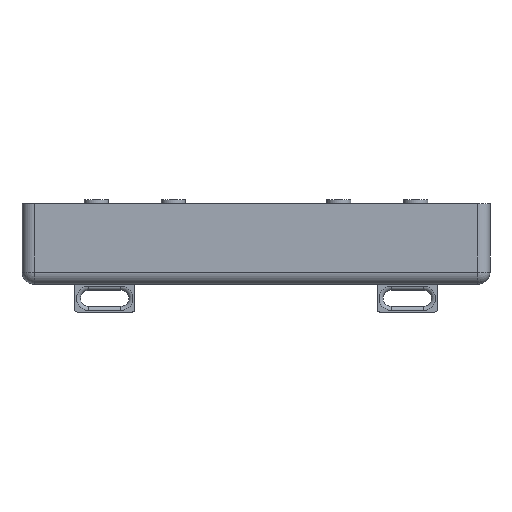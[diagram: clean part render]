
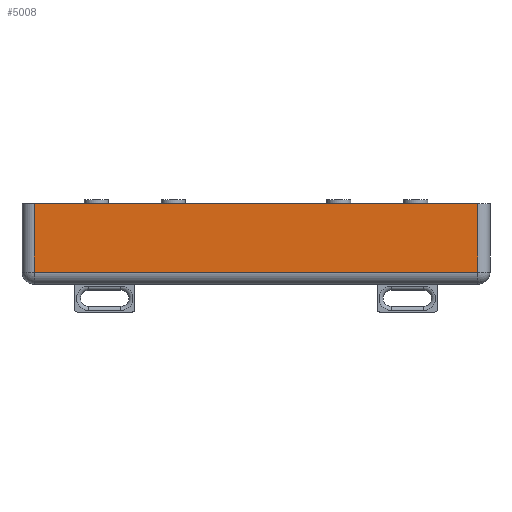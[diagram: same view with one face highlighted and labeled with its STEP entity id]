
A CAD part, front view. The second image highlights one B-rep face of the part: STEP entity #5008.
In plain terms, the highlighted planar face has unit normal (0, -1, 0).
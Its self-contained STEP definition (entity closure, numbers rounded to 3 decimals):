
#527 = CYLINDRICAL_SURFACE('',#528,3.);
#528 = AXIS2_PLACEMENT_3D('',#529,#530,#531);
#529 = CARTESIAN_POINT('',(55.,-55.,0.));
#530 = DIRECTION('',(-1.,0.,0.));
#531 = DIRECTION('',(0.,0.,1.));
#1985 = EDGE_CURVE('',#1986,#1988,#1990,.T.);
#1986 = VERTEX_POINT('',#1987);
#1987 = CARTESIAN_POINT('',(55.,-58.,0.));
#1988 = VERTEX_POINT('',#1989);
#1989 = CARTESIAN_POINT('',(-55.,-58.,0.));
#1990 = SURFACE_CURVE('',#1991,(#1995,#2002),.PCURVE_S1.);
#1991 = LINE('',#1992,#1993);
#1992 = CARTESIAN_POINT('',(55.,-58.,0.));
#1993 = VECTOR('',#1994,1.);
#1994 = DIRECTION('',(-1.,0.,0.));
#1995 = PCURVE('',#527,#1996);
#1996 = DEFINITIONAL_REPRESENTATION('',(#1997),#2001);
#1997 = LINE('',#1998,#1999);
#1998 = CARTESIAN_POINT('',(-1.571,0.));
#1999 = VECTOR('',#2000,1.);
#2000 = DIRECTION('',(-0.,1.));
#2001 = ( GEOMETRIC_REPRESENTATION_CONTEXT(2) 
PARAMETRIC_REPRESENTATION_CONTEXT() REPRESENTATION_CONTEXT('2D SPACE',''
  ) );
#2002 = PCURVE('',#2003,#2008);
#2003 = PLANE('',#2004);
#2004 = AXIS2_PLACEMENT_3D('',#2005,#2006,#2007);
#2005 = CARTESIAN_POINT('',(55.,-58.,0.));
#2006 = DIRECTION('',(0.,-1.,0.));
#2007 = DIRECTION('',(-1.,0.,0.));
#2008 = DEFINITIONAL_REPRESENTATION('',(#2009),#2013);
#2009 = LINE('',#2010,#2011);
#2010 = CARTESIAN_POINT('',(0.,-0.));
#2011 = VECTOR('',#2012,1.);
#2012 = DIRECTION('',(1.,0.));
#2013 = ( GEOMETRIC_REPRESENTATION_CONTEXT(2) 
PARAMETRIC_REPRESENTATION_CONTEXT() REPRESENTATION_CONTEXT('2D SPACE',''
  ) );
#4523 = PLANE('',#4524);
#4524 = AXIS2_PLACEMENT_3D('',#4525,#4526,#4527);
#4525 = CARTESIAN_POINT('',(0.,0.,17.));
#4526 = DIRECTION('',(-0.,-0.,-1.));
#4527 = DIRECTION('',(-1.,0.,0.));
#4676 = CYLINDRICAL_SURFACE('',#4677,3.);
#4677 = AXIS2_PLACEMENT_3D('',#4678,#4679,#4680);
#4678 = CARTESIAN_POINT('',(-55.,-55.,0.));
#4679 = DIRECTION('',(0.,0.,1.));
#4680 = DIRECTION('',(1.,0.,0.));
#4905 = CYLINDRICAL_SURFACE('',#4906,3.);
#4906 = AXIS2_PLACEMENT_3D('',#4907,#4908,#4909);
#4907 = CARTESIAN_POINT('',(55.,-55.,0.));
#4908 = DIRECTION('',(0.,0.,1.));
#4909 = DIRECTION('',(0.,1.,0.));
#5008 = ADVANCED_FACE('',(#5009),#2003,.T.);
#5009 = FACE_BOUND('',#5010,.T.);
#5010 = EDGE_LOOP('',(#5011,#5034,#5035,#5058));
#5011 = ORIENTED_EDGE('',*,*,#5012,.F.);
#5012 = EDGE_CURVE('',#1988,#5013,#5015,.T.);
#5013 = VERTEX_POINT('',#5014);
#5014 = CARTESIAN_POINT('',(-55.,-58.,17.));
#5015 = SURFACE_CURVE('',#5016,(#5020,#5027),.PCURVE_S1.);
#5016 = LINE('',#5017,#5018);
#5017 = CARTESIAN_POINT('',(-55.,-58.,0.));
#5018 = VECTOR('',#5019,1.);
#5019 = DIRECTION('',(0.,0.,1.));
#5020 = PCURVE('',#2003,#5021);
#5021 = DEFINITIONAL_REPRESENTATION('',(#5022),#5026);
#5022 = LINE('',#5023,#5024);
#5023 = CARTESIAN_POINT('',(110.,0.));
#5024 = VECTOR('',#5025,1.);
#5025 = DIRECTION('',(0.,-1.));
#5026 = ( GEOMETRIC_REPRESENTATION_CONTEXT(2) 
PARAMETRIC_REPRESENTATION_CONTEXT() REPRESENTATION_CONTEXT('2D SPACE',''
  ) );
#5027 = PCURVE('',#4676,#5028);
#5028 = DEFINITIONAL_REPRESENTATION('',(#5029),#5033);
#5029 = LINE('',#5030,#5031);
#5030 = CARTESIAN_POINT('',(-1.571,0.));
#5031 = VECTOR('',#5032,1.);
#5032 = DIRECTION('',(-0.,1.));
#5033 = ( GEOMETRIC_REPRESENTATION_CONTEXT(2) 
PARAMETRIC_REPRESENTATION_CONTEXT() REPRESENTATION_CONTEXT('2D SPACE',''
  ) );
#5034 = ORIENTED_EDGE('',*,*,#1985,.F.);
#5035 = ORIENTED_EDGE('',*,*,#5036,.T.);
#5036 = EDGE_CURVE('',#1986,#5037,#5039,.T.);
#5037 = VERTEX_POINT('',#5038);
#5038 = CARTESIAN_POINT('',(55.,-58.,17.));
#5039 = SURFACE_CURVE('',#5040,(#5044,#5051),.PCURVE_S1.);
#5040 = LINE('',#5041,#5042);
#5041 = CARTESIAN_POINT('',(55.,-58.,0.));
#5042 = VECTOR('',#5043,1.);
#5043 = DIRECTION('',(0.,0.,1.));
#5044 = PCURVE('',#2003,#5045);
#5045 = DEFINITIONAL_REPRESENTATION('',(#5046),#5050);
#5046 = LINE('',#5047,#5048);
#5047 = CARTESIAN_POINT('',(0.,-0.));
#5048 = VECTOR('',#5049,1.);
#5049 = DIRECTION('',(0.,-1.));
#5050 = ( GEOMETRIC_REPRESENTATION_CONTEXT(2) 
PARAMETRIC_REPRESENTATION_CONTEXT() REPRESENTATION_CONTEXT('2D SPACE',''
  ) );
#5051 = PCURVE('',#4905,#5052);
#5052 = DEFINITIONAL_REPRESENTATION('',(#5053),#5057);
#5053 = LINE('',#5054,#5055);
#5054 = CARTESIAN_POINT('',(-3.142,0.));
#5055 = VECTOR('',#5056,1.);
#5056 = DIRECTION('',(-0.,1.));
#5057 = ( GEOMETRIC_REPRESENTATION_CONTEXT(2) 
PARAMETRIC_REPRESENTATION_CONTEXT() REPRESENTATION_CONTEXT('2D SPACE',''
  ) );
#5058 = ORIENTED_EDGE('',*,*,#5059,.T.);
#5059 = EDGE_CURVE('',#5037,#5013,#5060,.T.);
#5060 = SURFACE_CURVE('',#5061,(#5065,#5072),.PCURVE_S1.);
#5061 = LINE('',#5062,#5063);
#5062 = CARTESIAN_POINT('',(55.,-58.,17.));
#5063 = VECTOR('',#5064,1.);
#5064 = DIRECTION('',(-1.,0.,0.));
#5065 = PCURVE('',#2003,#5066);
#5066 = DEFINITIONAL_REPRESENTATION('',(#5067),#5071);
#5067 = LINE('',#5068,#5069);
#5068 = CARTESIAN_POINT('',(0.,-17.));
#5069 = VECTOR('',#5070,1.);
#5070 = DIRECTION('',(1.,0.));
#5071 = ( GEOMETRIC_REPRESENTATION_CONTEXT(2) 
PARAMETRIC_REPRESENTATION_CONTEXT() REPRESENTATION_CONTEXT('2D SPACE',''
  ) );
#5072 = PCURVE('',#4523,#5073);
#5073 = DEFINITIONAL_REPRESENTATION('',(#5074),#5078);
#5074 = LINE('',#5075,#5076);
#5075 = CARTESIAN_POINT('',(-55.,-58.));
#5076 = VECTOR('',#5077,1.);
#5077 = DIRECTION('',(1.,0.));
#5078 = ( GEOMETRIC_REPRESENTATION_CONTEXT(2) 
PARAMETRIC_REPRESENTATION_CONTEXT() REPRESENTATION_CONTEXT('2D SPACE',''
  ) );
